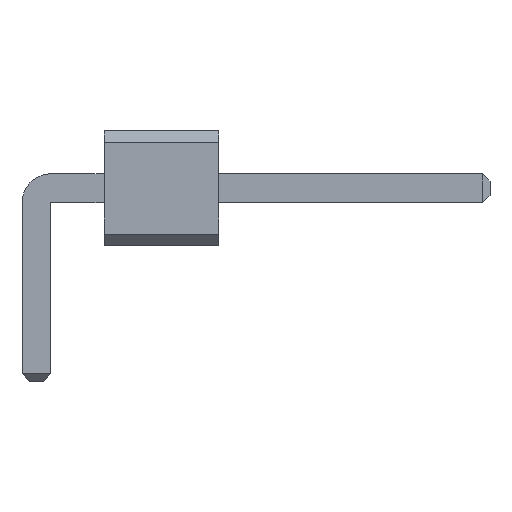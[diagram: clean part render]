
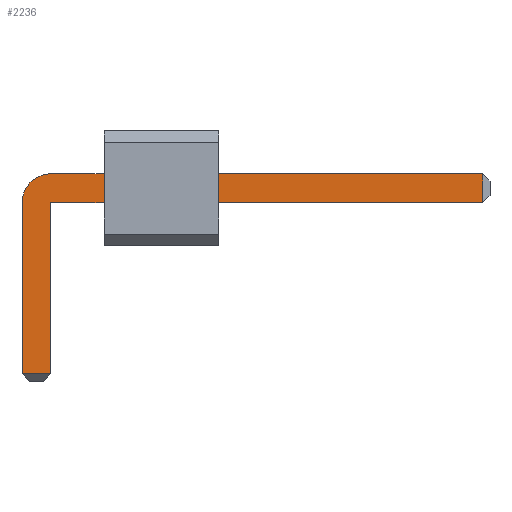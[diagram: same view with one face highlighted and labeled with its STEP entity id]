
A CAD part, front view. The second image highlights one B-rep face of the part: STEP entity #2236.
In plain terms, the highlighted planar face has unit normal (0, -1, 0).
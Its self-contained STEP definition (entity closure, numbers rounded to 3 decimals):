
#13=DIRECTION('',(0.,0.,1.));
#955=VECTOR('',#13,1.);
#2036=VECTOR('',#2037,1.);
#2037=DIRECTION('',(1.,0.,0.));
#2043=VECTOR('',#2044,1.);
#2044=DIRECTION('',(0.,0.,-1.));
#2051=VECTOR('',#2052,1.);
#2052=DIRECTION('',(-1.,0.,0.));
#2073=DIRECTION('',(-0.,1.,0.));
#2077=DIRECTION('',(0.,1.,0.));
#2078=DIRECTION('',(1.,0.,0.));
#2085=VERTEX_POINT('',#2086);
#2086=CARTESIAN_POINT('',(0.32,-38.42,1.59));
#2088=ORIENTED_EDGE('',*,*,#2089,.T.);
#2089=EDGE_CURVE('',#2085,#2090,#2092,.T.);
#2090=VERTEX_POINT('',#2091);
#2091=CARTESIAN_POINT('',(9.88,-38.42,1.59));
#2092=LINE('',#2093,#2036);
#2093=CARTESIAN_POINT('',(-0.32,-38.42,1.59));
#2131=EDGE_CURVE('',#2132,#2085,#2134,.T.);
#2132=VERTEX_POINT('',#2133);
#2133=CARTESIAN_POINT('',(-0.32,-38.42,0.95));
#2134=CIRCLE('',#2135,0.64);
#2135=AXIS2_PLACEMENT_3D('',#2136,#2073,#2044);
#2136=CARTESIAN_POINT('',(0.32,-38.42,0.95));
#2148=VERTEX_POINT('',#2149);
#2149=CARTESIAN_POINT('',(9.88,-38.42,0.95));
#2151=ORIENTED_EDGE('',*,*,#2152,.T.);
#2152=EDGE_CURVE('',#2148,#2153,#2154,.T.);
#2153=VERTEX_POINT('',#2136);
#2154=LINE('',#2155,#2051);
#2155=CARTESIAN_POINT('',(10.04,-38.42,0.95));
#2167=VERTEX_POINT('',#2168);
#2168=CARTESIAN_POINT('',(-0.32,-38.42,-2.84));
#2170=ORIENTED_EDGE('',*,*,#2171,.T.);
#2171=EDGE_CURVE('',#2167,#2132,#2172,.T.);
#2172=LINE('',#2173,#955);
#2173=CARTESIAN_POINT('',(-0.32,-38.42,-3.));
#2181=ORIENTED_EDGE('',*,*,#2182,.T.);
#2182=EDGE_CURVE('',#2153,#2183,#2185,.T.);
#2183=VERTEX_POINT('',#2184);
#2184=CARTESIAN_POINT('',(0.32,-38.42,-2.84));
#2185=LINE('',#2136,#2043);
#2236=ADVANCED_FACE('',(#2237),#2246,.F.);
#2237=FACE_BOUND('',#2238,.F.);
#2238=EDGE_LOOP('',(#2088,#2239,#2151,#2181,#2242,#2170,#2245));
#2239=ORIENTED_EDGE('',*,*,#2240,.T.);
#2240=EDGE_CURVE('',#2090,#2148,#2241,.T.);
#2241=LINE('',#2091,#2043);
#2242=ORIENTED_EDGE('',*,*,#2243,.T.);
#2243=EDGE_CURVE('',#2183,#2167,#2244,.T.);
#2244=LINE('',#2184,#2051);
#2245=ORIENTED_EDGE('',*,*,#2131,.T.);
#2246=PLANE('',#2247);
#2247=AXIS2_PLACEMENT_3D('',#2248,#2077,#2078);
#2248=CARTESIAN_POINT('',(3.576,-38.42,0.579));
